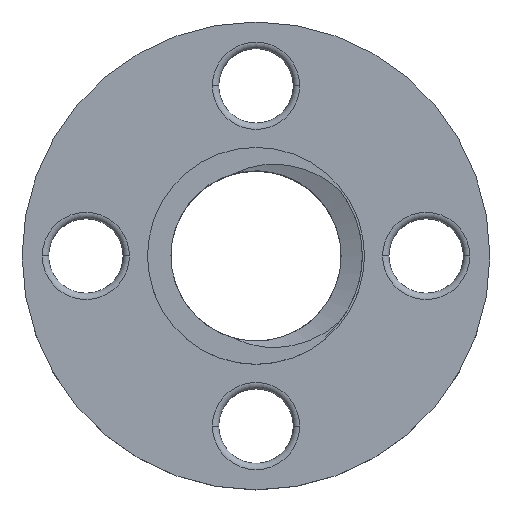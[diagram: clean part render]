
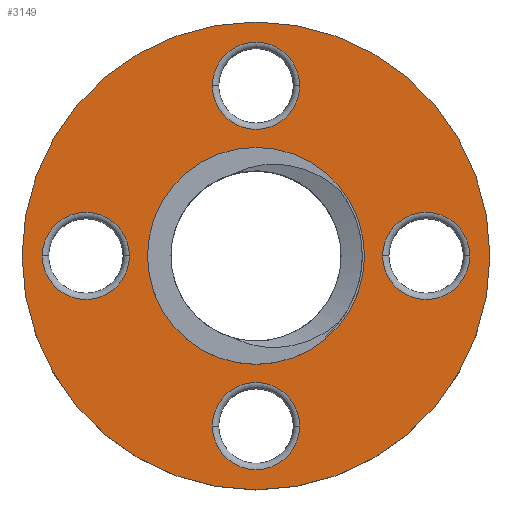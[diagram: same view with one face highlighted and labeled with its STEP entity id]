
A CAD part, top view. The second image highlights one B-rep face of the part: STEP entity #3149.
In plain terms, the highlighted planar face has unit normal (0, 0, 1).
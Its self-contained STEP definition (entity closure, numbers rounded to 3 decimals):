
#32 = DIRECTION ( 'NONE',  ( 1., 0., 0. ) ) ;
#35 = DIRECTION ( 'NONE',  ( 1., 0., 0. ) ) ;
#71 = CARTESIAN_POINT ( 'NONE',  ( 2.05, 8., 0. ) ) ;
#89 = CIRCLE ( 'NONE', #2727, 2.05 ) ;
#123 = ORIENTED_EDGE ( 'NONE', *, *, #1277, .T. ) ;
#148 = CARTESIAN_POINT ( 'NONE',  ( -5.95, 0., 0. ) ) ;
#154 = VERTEX_POINT ( 'NONE', #2703 ) ;
#161 = EDGE_LOOP ( 'NONE', ( #1850, #2804 ) ) ;
#164 = AXIS2_PLACEMENT_3D ( 'NONE', #2791, #1566, #811 ) ;
#221 = EDGE_CURVE ( 'NONE', #2921, #1063, #89, .T. ) ;
#238 = VERTEX_POINT ( 'NONE', #273 ) ;
#262 = CARTESIAN_POINT ( 'NONE',  ( -8., 0., 0. ) ) ;
#273 = CARTESIAN_POINT ( 'NONE',  ( 5.95, 0., 0. ) ) ;
#314 = AXIS2_PLACEMENT_3D ( 'NONE', #1785, #1567, #2035 ) ;
#318 = EDGE_LOOP ( 'NONE', ( #2513, #123 ) ) ;
#340 = CARTESIAN_POINT ( 'NONE',  ( 0., -8., 0. ) ) ;
#366 = VERTEX_POINT ( 'NONE', #1789 ) ;
#368 = DIRECTION ( 'NONE',  ( 1., 0., 0. ) ) ;
#375 = AXIS2_PLACEMENT_3D ( 'NONE', #988, #2187, #2167 ) ;
#387 = ORIENTED_EDGE ( 'NONE', *, *, #1350, .T. ) ;
#419 = CIRCLE ( 'NONE', #955, 5.1 ) ;
#440 = AXIS2_PLACEMENT_3D ( 'NONE', #2574, #2086, #2800 ) ;
#511 = ORIENTED_EDGE ( 'NONE', *, *, #1954, .F. ) ;
#528 = CARTESIAN_POINT ( 'NONE',  ( -5.1, 0., 0. ) ) ;
#536 = DIRECTION ( 'NONE',  ( 1., 0., 0. ) ) ;
#601 = AXIS2_PLACEMENT_3D ( 'NONE', #2808, #2815, #1822 ) ;
#693 = CIRCLE ( 'NONE', #1828, 2.05 ) ;
#723 = CARTESIAN_POINT ( 'NONE',  ( 8., 0., 0. ) ) ;
#727 = DIRECTION ( 'NONE',  ( 1., 0., 0. ) ) ;
#747 = DIRECTION ( 'NONE',  ( 0., 0., -1. ) ) ;
#765 = FACE_OUTER_BOUND ( 'NONE', #161, .T. ) ;
#791 = VERTEX_POINT ( 'NONE', #1957 ) ;
#811 = DIRECTION ( 'NONE',  ( 1., 0., 0. ) ) ;
#827 = VERTEX_POINT ( 'NONE', #1718 ) ;
#837 = FACE_BOUND ( 'NONE', #1093, .T. ) ;
#873 = CIRCLE ( 'NONE', #164, 2.05 ) ;
#918 = CIRCLE ( 'NONE', #1158, 2.05 ) ;
#932 = AXIS2_PLACEMENT_3D ( 'NONE', #340, #2790, #368 ) ;
#944 = EDGE_CURVE ( 'NONE', #827, #791, #2332, .T. ) ;
#955 = AXIS2_PLACEMENT_3D ( 'NONE', #1165, #2607, #1626 ) ;
#957 = DIRECTION ( 'NONE',  ( 0., 0., 1. ) ) ;
#988 = CARTESIAN_POINT ( 'NONE',  ( 0., 0., 0. ) ) ;
#991 = DIRECTION ( 'NONE',  ( 1., 0., 0. ) ) ;
#1001 = AXIS2_PLACEMENT_3D ( 'NONE', #1959, #957, #32 ) ;
#1004 = FACE_BOUND ( 'NONE', #3107, .T. ) ;
#1008 = CIRCLE ( 'NONE', #1549, 2.05 ) ;
#1045 = CARTESIAN_POINT ( 'NONE',  ( 2.05, -8., 0. ) ) ;
#1053 = VERTEX_POINT ( 'NONE', #1866 ) ;
#1063 = VERTEX_POINT ( 'NONE', #148 ) ;
#1093 = EDGE_LOOP ( 'NONE', ( #2128, #2014 ) ) ;
#1158 = AXIS2_PLACEMENT_3D ( 'NONE', #1222, #747, #727 ) ;
#1165 = CARTESIAN_POINT ( 'NONE',  ( 0., 0., 0. ) ) ;
#1222 = CARTESIAN_POINT ( 'NONE',  ( 0., 8., 0. ) ) ;
#1252 = EDGE_LOOP ( 'NONE', ( #1434, #511 ) ) ;
#1277 = EDGE_CURVE ( 'NONE', #238, #1950, #693, .T. ) ;
#1350 = EDGE_CURVE ( 'NONE', #2166, #1053, #2419, .T. ) ;
#1434 = ORIENTED_EDGE ( 'NONE', *, *, #3090, .F. ) ;
#1475 = CARTESIAN_POINT ( 'NONE',  ( 0., 8., 0. ) ) ;
#1497 = CIRCLE ( 'NONE', #932, 2.05 ) ;
#1549 = AXIS2_PLACEMENT_3D ( 'NONE', #1743, #2254, #536 ) ;
#1565 = FACE_BOUND ( 'NONE', #318, .T. ) ;
#1566 = DIRECTION ( 'NONE',  ( 0., 0., -1. ) ) ;
#1567 = DIRECTION ( 'NONE',  ( 0., 0., 1. ) ) ;
#1569 = CIRCLE ( 'NONE', #1001, 5.1 ) ;
#1626 = DIRECTION ( 'NONE',  ( 1., 0., 0. ) ) ;
#1718 = CARTESIAN_POINT ( 'NONE',  ( -11., 0., 0. ) ) ;
#1743 = CARTESIAN_POINT ( 'NONE',  ( -8., 0., 0. ) ) ;
#1757 = FACE_BOUND ( 'NONE', #1819, .T. ) ;
#1785 = CARTESIAN_POINT ( 'NONE',  ( 0., 0., 0. ) ) ;
#1789 = CARTESIAN_POINT ( 'NONE',  ( 5.1, 0., 0. ) ) ;
#1810 = CARTESIAN_POINT ( 'NONE',  ( -10.05, 0., 0. ) ) ;
#1819 = EDGE_LOOP ( 'NONE', ( #387, #2506 ) ) ;
#1822 = DIRECTION ( 'NONE',  ( 1., 0., 0. ) ) ;
#1828 = AXIS2_PLACEMENT_3D ( 'NONE', #723, #2447, #991 ) ;
#1850 = ORIENTED_EDGE ( 'NONE', *, *, #2853, .T. ) ;
#1866 = CARTESIAN_POINT ( 'NONE',  ( -2.05, 8., 0. ) ) ;
#1950 = VERTEX_POINT ( 'NONE', #2929 ) ;
#1954 = EDGE_CURVE ( 'NONE', #2233, #366, #1569, .T. ) ;
#1957 = CARTESIAN_POINT ( 'NONE',  ( 11., 0., 0. ) ) ;
#1959 = CARTESIAN_POINT ( 'NONE',  ( 0., 0., 0. ) ) ;
#1999 = EDGE_CURVE ( 'NONE', #1053, #2166, #918, .T. ) ;
#2014 = ORIENTED_EDGE ( 'NONE', *, *, #2303, .T. ) ;
#2035 = DIRECTION ( 'NONE',  ( 1., 0., 0. ) ) ;
#2086 = DIRECTION ( 'NONE',  ( 0., 0., 1. ) ) ;
#2120 = EDGE_CURVE ( 'NONE', #1063, #2921, #1008, .T. ) ;
#2128 = ORIENTED_EDGE ( 'NONE', *, *, #2967, .T. ) ;
#2138 = CIRCLE ( 'NONE', #440, 11. ) ;
#2164 = DIRECTION ( 'NONE',  ( 1., 0., 0. ) ) ;
#2166 = VERTEX_POINT ( 'NONE', #71 ) ;
#2167 = DIRECTION ( 'NONE',  ( 1., 0., 0. ) ) ;
#2187 = DIRECTION ( 'NONE',  ( 0., 0., 1. ) ) ;
#2233 = VERTEX_POINT ( 'NONE', #528 ) ;
#2254 = DIRECTION ( 'NONE',  ( 0., 0., -1. ) ) ;
#2303 = EDGE_CURVE ( 'NONE', #154, #2739, #873, .T. ) ;
#2332 = CIRCLE ( 'NONE', #314, 11. ) ;
#2412 = DIRECTION ( 'NONE',  ( 0., 0., -1. ) ) ;
#2419 = CIRCLE ( 'NONE', #3080, 2.05 ) ;
#2444 = PLANE ( 'NONE',  #375 ) ;
#2447 = DIRECTION ( 'NONE',  ( 0., 0., -1. ) ) ;
#2483 = DIRECTION ( 'NONE',  ( 0., 0., -1. ) ) ;
#2506 = ORIENTED_EDGE ( 'NONE', *, *, #1999, .T. ) ;
#2513 = ORIENTED_EDGE ( 'NONE', *, *, #2872, .T. ) ;
#2523 = CIRCLE ( 'NONE', #601, 2.05 ) ;
#2574 = CARTESIAN_POINT ( 'NONE',  ( 0., 0., 0. ) ) ;
#2607 = DIRECTION ( 'NONE',  ( 0., 0., 1. ) ) ;
#2701 = ORIENTED_EDGE ( 'NONE', *, *, #221, .T. ) ;
#2703 = CARTESIAN_POINT ( 'NONE',  ( -2.05, -8., 0. ) ) ;
#2727 = AXIS2_PLACEMENT_3D ( 'NONE', #262, #2483, #35 ) ;
#2739 = VERTEX_POINT ( 'NONE', #1045 ) ;
#2790 = DIRECTION ( 'NONE',  ( 0., 0., -1. ) ) ;
#2791 = CARTESIAN_POINT ( 'NONE',  ( 0., -8., 0. ) ) ;
#2800 = DIRECTION ( 'NONE',  ( 1., 0., 0. ) ) ;
#2804 = ORIENTED_EDGE ( 'NONE', *, *, #944, .T. ) ;
#2808 = CARTESIAN_POINT ( 'NONE',  ( 8., 0., 0. ) ) ;
#2815 = DIRECTION ( 'NONE',  ( 0., 0., -1. ) ) ;
#2853 = EDGE_CURVE ( 'NONE', #791, #827, #2138, .T. ) ;
#2872 = EDGE_CURVE ( 'NONE', #1950, #238, #2523, .T. ) ;
#2921 = VERTEX_POINT ( 'NONE', #1810 ) ;
#2929 = CARTESIAN_POINT ( 'NONE',  ( 10.05, 0., 0. ) ) ;
#2959 = ORIENTED_EDGE ( 'NONE', *, *, #2120, .T. ) ;
#2967 = EDGE_CURVE ( 'NONE', #2739, #154, #1497, .T. ) ;
#2982 = FACE_BOUND ( 'NONE', #1252, .T. ) ;
#3080 = AXIS2_PLACEMENT_3D ( 'NONE', #1475, #2412, #2164 ) ;
#3090 = EDGE_CURVE ( 'NONE', #366, #2233, #419, .T. ) ;
#3107 = EDGE_LOOP ( 'NONE', ( #2959, #2701 ) ) ;
#3149 = ADVANCED_FACE ( 'NONE', ( #1565, #837, #1004, #1757, #2982, #765 ), #2444, .T. ) ;
